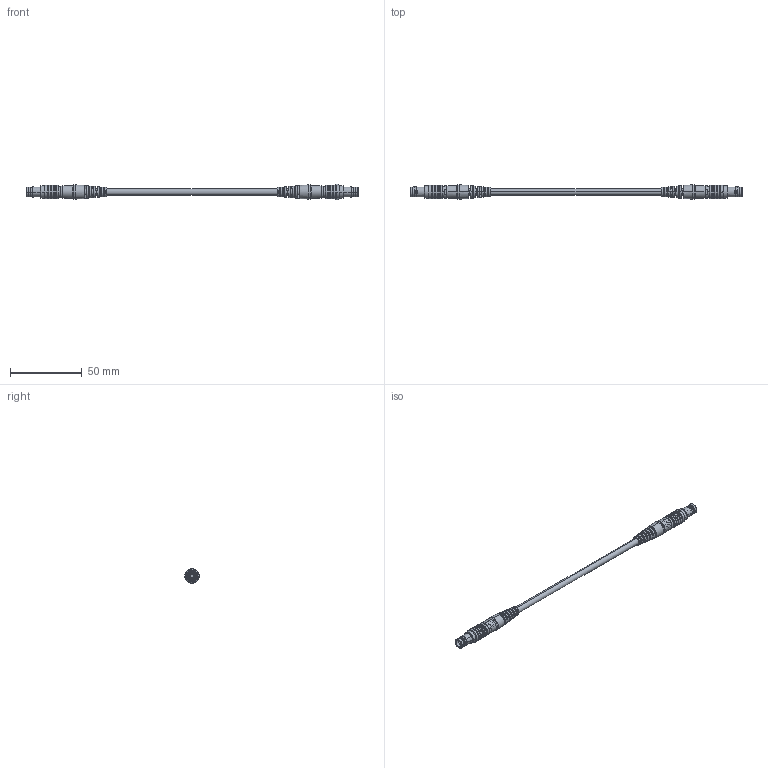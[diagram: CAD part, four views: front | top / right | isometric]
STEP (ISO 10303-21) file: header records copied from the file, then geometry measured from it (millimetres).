
FILE_DESCRIPTION (( 'STEP AP203' ), '1' );
FILE_NAME ('10-02265_revA.STEP', '2018-03-29T17:16:09', ( '' ), ( '' ), 'SwSTEP 2.0', 'SolidWorks 2015', '' );
FILE_SCHEMA (( 'CONFIG_CONTROL_DESIGN' ));
Length unit declared in the file: millimetre
Products named in the file (11): PPL7-split insert 1-male; 51-00022.M; 24-00206; PPL7-collet nut-SR; 30-00671_blunt cut; PPL7-split insert 2-male; PPL7-outer shell-plug; PPL7-collet-52; PPL7-latch sleeve-plug; PPL7- 6P insulator male; 10-02265_revA
Assembly tree (12 placements, depth 3):
  10-02265_revA
    30-00671_blunt cut
    24-00206  x2
    51-00022.M  x2
      PPL7- 6P insulator male
      PPL7-split insert 1-male
      PPL7-split insert 2-male
      PPL7-latch sleeve-plug
      PPL7-outer shell-plug
      PPL7-collet nut-SR
      PPL7-collet-52
Bounding box: 231.78 x 10 x 10.85 mm (x, y, z)
Volume: 7096.9 mm3; surface area: 37067.6 mm2
Topology: 173 solids, 173 shells, 2382 faces, 5778 edges, 3734 vertices
Faces by surface type: cylinder 1012, plane 728, bspline 370, cone 150, torus 90, sphere 32
Entity records: 70687 total; most frequent: CARTESIAN_POINT 34167, DIRECTION 7291, ORIENTED_EDGE 7272, EDGE_CURVE 3636, AXIS2_PLACEMENT_3D 3027, VERTEX_POINT 2373, EDGE_LOOP 1857, CIRCLE 1619
